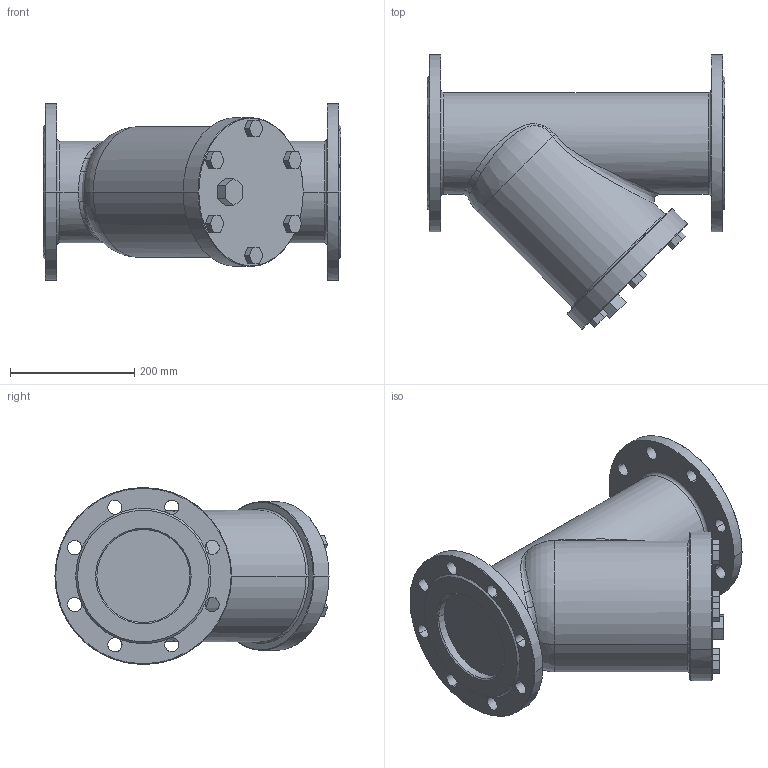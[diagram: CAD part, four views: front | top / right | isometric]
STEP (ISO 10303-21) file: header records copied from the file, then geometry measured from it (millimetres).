
FILE_DESCRIPTION(('CATIA V5 STEP Exchange','CAx-IF Rec.Pracs.--- Model Styling and Organization---1.4--- 2014-01-23','CAx-IF Rec.Pracs.---3D Tessellated Data Validation Properties---0.5---2014-09-14'),'2;1');
FILE_NAME('STEP_579150_-_TST.stp','2022-01-24T16:14:02+00:00',('none'),('none'),'CATIA Version 5-6 Release 2019 SP3','CATIA V5 STEP AP242 v1','none');
FILE_SCHEMA(('AP242_MANAGED_MODEL_BASED_3D_ENGINEERING_MIM_LF {1 0 10303 442 1 1 4}'));
Length unit declared in the file: millimetre
Products named in the file (1): 579150 - TST
Bounding box: 480 x 441.79 x 285 mm (x, y, z)
Volume: 19294462.3 mm3; surface area: 661637.6 mm2
Topology: 1 solids, 1 shells, 142 faces, 437 edges, 295 vertices
Faces by surface type: plane 59, cylinder 46, cone 16, bspline 13, torus 8
Entity records: 6475 total; most frequent: CARTESIAN_POINT 3021, ORIENTED_EDGE 874, DIRECTION 465, EDGE_CURVE 437, VERTEX_POINT 295, AXIS2_PLACEMENT_3D 194, VECTOR 189, LINE 189
